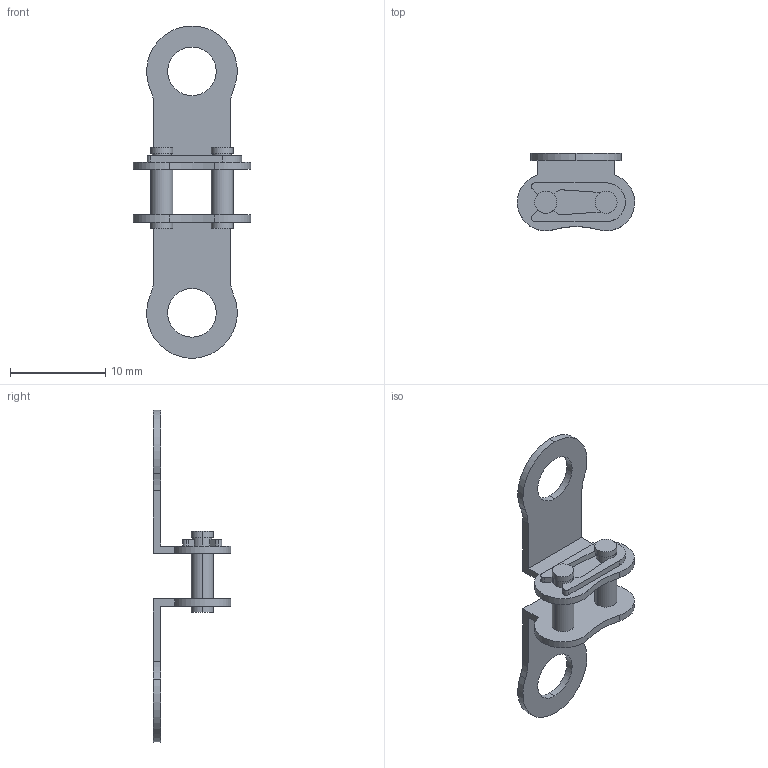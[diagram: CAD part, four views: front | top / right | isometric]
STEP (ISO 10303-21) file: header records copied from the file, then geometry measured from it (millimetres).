
FILE_DESCRIPTION (( 'STEP AP214' ), '1' );
FILE_NAME ('am-4181a_25 #25 K Link.STEP', '2023-11-03T15:59:29', ( '' ), ( '' ), 'SwSTEP 2.0', 'SolidWorks 2022', '' );
FILE_SCHEMA (( 'AUTOMOTIVE_DESIGN' ));
Length unit declared in the file: inch
Products named in the file (1): am-4181a_25 #25 K Link
Bounding box: 12.34 x 8.13 x 34.91 mm (x, y, z)
Volume: 336.7 mm3; surface area: 976.1 mm2
Topology: 2 solids, 2 shells, 73 faces, 183 edges, 122 vertices
Faces by surface type: cylinder 45, plane 28
Entity records: 2290 total; most frequent: DIRECTION 421, CARTESIAN_POINT 379, ORIENTED_EDGE 366, EDGE_CURVE 183, AXIS2_PLACEMENT_3D 164, VERTEX_POINT 122, VECTOR 93, LINE 93
